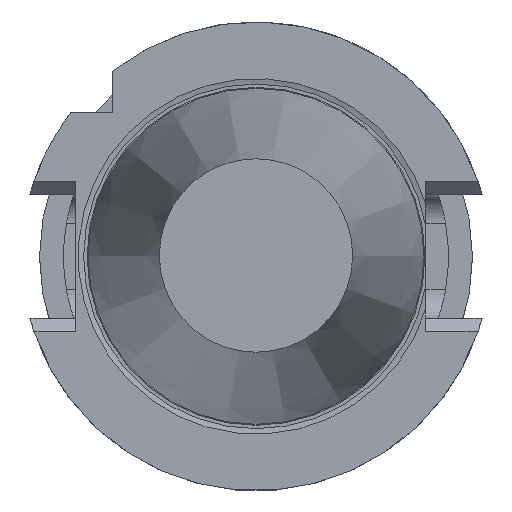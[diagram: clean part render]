
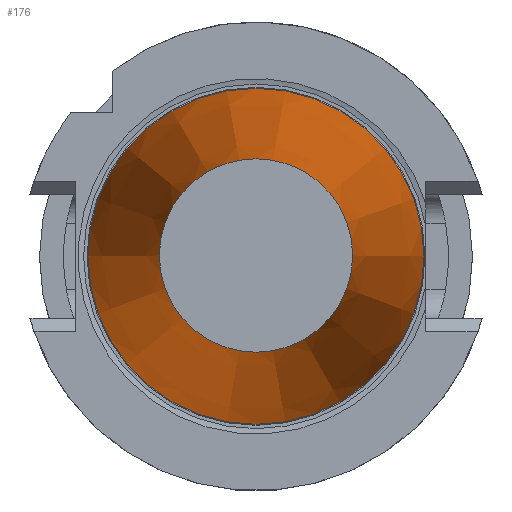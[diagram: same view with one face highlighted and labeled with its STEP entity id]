
A CAD part, top view. The second image highlights one B-rep face of the part: STEP entity #176.
In plain terms, the highlighted conical face has half-angle 8.298 degrees and reference radius 20.107 mm.
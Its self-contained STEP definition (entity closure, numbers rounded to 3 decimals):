
#144=CONICAL_SURFACE('',#1073,20.107,8.298);
#157=FACE_BOUND('',#304,.T.);
#158=FACE_BOUND('',#305,.T.);
#176=ADVANCED_FACE('CU_FL_CO_SU_1',(#157,#158),#144,.T.);
#304=EDGE_LOOP('',(#522));
#305=EDGE_LOOP('',(#523));
#522=ORIENTED_EDGE('',*,*,#891,.T.);
#523=ORIENTED_EDGE('',*,*,#889,.F.);
#794=VERTEX_POINT('',#1465);
#796=VERTEX_POINT('',#1471);
#889=EDGE_CURVE('',#794,#794,#1021,.T.);
#891=EDGE_CURVE('',#796,#796,#1023,.T.);
#1021=CIRCLE('',#1067,34.925);
#1023=CIRCLE('',#1071,20.107);
#1067=AXIS2_PLACEMENT_3D('',#1464,#1184,#1185);
#1071=AXIS2_PLACEMENT_3D('',#1470,#1192,#1193);
#1073=AXIS2_PLACEMENT_3D('',#1473,#1196,#1197);
#1184=DIRECTION('',(0.0,0.0,-1.0));
#1185=DIRECTION('',(-1.0,0.0,0.0));
#1192=DIRECTION('',(0.0,0.0,-1.0));
#1193=DIRECTION('',(-1.0,0.0,0.0));
#1196=DIRECTION('',(0.0,0.0,-1.0));
#1197=DIRECTION('',(-1.0,0.0,0.));
#1464=CARTESIAN_POINT('',(0.0,0.0,0.0));
#1465=CARTESIAN_POINT('',(-34.925,0.0,0.0));
#1470=CARTESIAN_POINT('',(0.0,0.0,101.6));
#1471=CARTESIAN_POINT('',(-20.107,0.0,101.6));
#1473=CARTESIAN_POINT('',(0.0,0.0,101.6));
